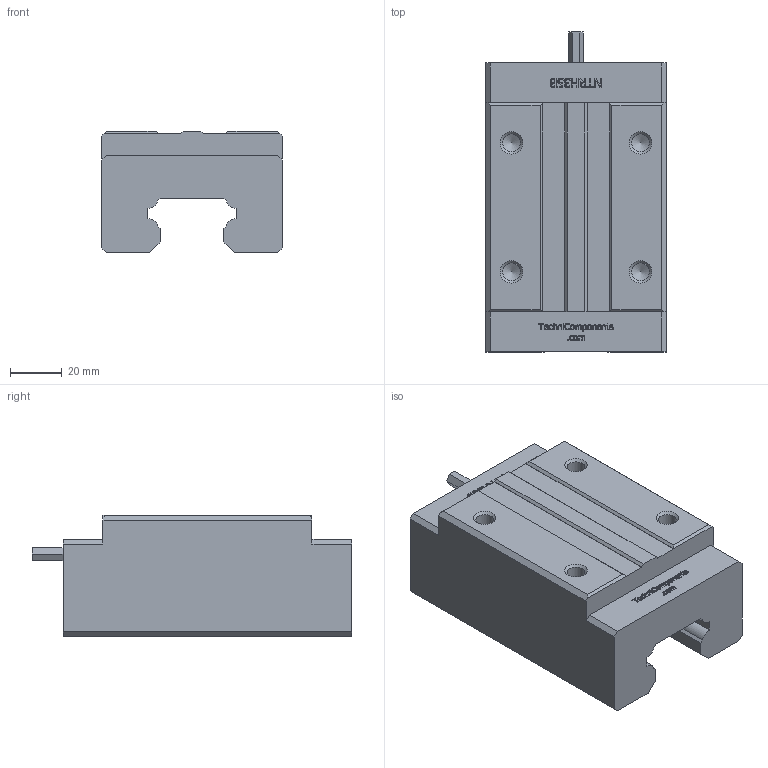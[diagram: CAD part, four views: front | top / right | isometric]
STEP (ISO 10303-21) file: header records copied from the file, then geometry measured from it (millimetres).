
FILE_DESCRIPTION(/* description */ ('https://www.lineairgeleidingshop.com/nr_164_newton-loopwagen-compact-35mm-1-stuks_L100-NTRH35B-001'),/* implementation_level */ '2;1');
FILE_NAME(/* name */ 'L100-NTRH35B-001.stp',/* time_stamp */ '2017-12-19T10:33:44+01:00',/* author */ ('JvDrunen'),/* organization */ (''),/* preprocessor_version */ 'ST-DEVELOPER v16.5',/* originating_system */ 'Autodesk Inventor 2017',/* authorisation */ '');
FILE_SCHEMA (('AUTOMOTIVE_DESIGN { 1 0 10303 214 3 1 1 }'));
Length unit declared in the file: millimetre
Products named in the file (1): Q100110
Bounding box: 70 x 124 x 47 mm (x, y, z)
Volume: 277021.4 mm3; surface area: 37209.2 mm2
Topology: 1 solids, 1 shells, 508 faces, 1392 edges, 924 vertices
Faces by surface type: plane 275, bspline 217, cone 8, cylinder 8
Full cylindrical faces by diameter (mm): 6.917 x4
Entity records: 16996 total; most frequent: CARTESIAN_POINT 5626, ORIENTED_EDGE 2752, DIRECTION 1546, EDGE_CURVE 1376, LINE 922, VECTOR 922, VERTEX_POINT 920, EDGE_LOOP 558
